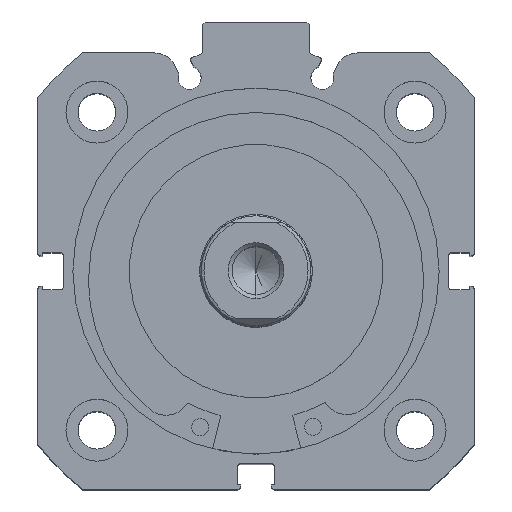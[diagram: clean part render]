
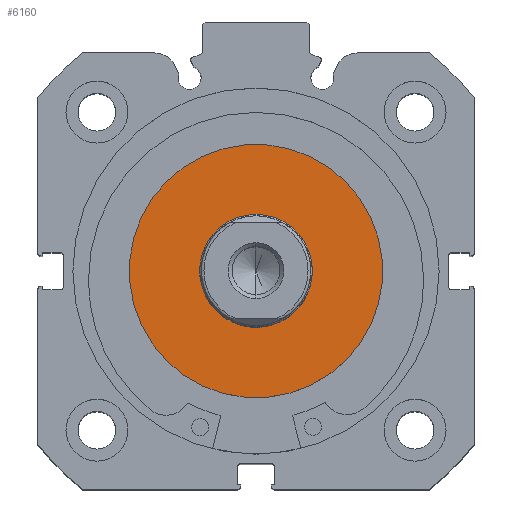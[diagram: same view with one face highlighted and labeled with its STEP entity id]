
A CAD part, top view. The second image highlights one B-rep face of the part: STEP entity #6160.
In plain terms, the highlighted face is planar.
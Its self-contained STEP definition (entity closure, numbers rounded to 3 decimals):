
#421 = CARTESIAN_POINT ( 'NONE',  ( 0., 0., 0. ) ) ;
#427 = DIRECTION ( 'NONE',  ( -1., 0., 0. ) ) ;
#428 = DIRECTION ( 'NONE',  ( 0., 0., 1. ) ) ;
#463 = CARTESIAN_POINT ( 'NONE',  ( 0., 0., 0. ) ) ;
#464 = DIRECTION ( 'NONE',  ( -1., 0., 0. ) ) ;
#465 = DIRECTION ( 'NONE',  ( 0., 0., 1. ) ) ;
#751 = CARTESIAN_POINT ( 'NONE',  ( 0., 0., 0. ) ) ;
#760 = DIRECTION ( 'NONE',  ( -1., 0., 0. ) ) ;
#761 = DIRECTION ( 'NONE',  ( 0., 0., 1. ) ) ;
#977 = CARTESIAN_POINT ( 'NONE',  ( 0., 0., -22.5 ) ) ;
#979 = CARTESIAN_POINT ( 'NONE',  ( 0., 0., 10. ) ) ;
#1134 = CARTESIAN_POINT ( 'NONE',  ( 0., 0., 22.5 ) ) ;
#1135 = CARTESIAN_POINT ( 'NONE',  ( 0., 0., -10. ) ) ;
#1444 = CIRCLE ( 'NONE', #3282, 10. ) ;
#1579 = FACE_OUTER_BOUND ( 'NONE', #6044, .T. ) ;
#1583 = FACE_BOUND ( 'NONE', #6055, .T. ) ;
#2116 = AXIS2_PLACEMENT_3D ( 'NONE', #6449, #6456, #6457 ) ;
#2509 = EDGE_CURVE ( 'NONE', #4811, #4611, #3879, .T. ) ;
#2891 = EDGE_CURVE ( 'NONE', #4611, #4811, #4438, .T. ) ;
#2905 = EDGE_CURVE ( 'NONE', #4613, #4812, #4460, .T. ) ;
#3013 = EDGE_CURVE ( 'NONE', #4812, #4613, #1444, .T. ) ;
#3058 = AXIS2_PLACEMENT_3D ( 'NONE', #4762, #4667, #4695 ) ;
#3217 = AXIS2_PLACEMENT_3D ( 'NONE', #421, #427, #428 ) ;
#3227 = AXIS2_PLACEMENT_3D ( 'NONE', #463, #464, #465 ) ;
#3282 = AXIS2_PLACEMENT_3D ( 'NONE', #751, #760, #761 ) ;
#3834 = ORIENTED_EDGE ( 'NONE', *, *, #2891, .T. ) ;
#3835 = ORIENTED_EDGE ( 'NONE', *, *, #2509, .T. ) ;
#3836 = ORIENTED_EDGE ( 'NONE', *, *, #3013, .F. ) ;
#3837 = ORIENTED_EDGE ( 'NONE', *, *, #2905, .F. ) ;
#3879 = CIRCLE ( 'NONE', #3058, 22.5 ) ;
#4438 = CIRCLE ( 'NONE', #3217, 22.5 ) ;
#4460 = CIRCLE ( 'NONE', #3227, 10. ) ;
#4611 = VERTEX_POINT ( 'NONE', #977 ) ;
#4613 = VERTEX_POINT ( 'NONE', #979 ) ;
#4667 = DIRECTION ( 'NONE',  ( -1., 0., 0. ) ) ;
#4695 = DIRECTION ( 'NONE',  ( 0., 0., 1. ) ) ;
#4762 = CARTESIAN_POINT ( 'NONE',  ( 0., 0., 0. ) ) ;
#4811 = VERTEX_POINT ( 'NONE', #1134 ) ;
#4812 = VERTEX_POINT ( 'NONE', #1135 ) ;
#6044 = EDGE_LOOP ( 'NONE', ( #3835, #3834 ) ) ;
#6055 = EDGE_LOOP ( 'NONE', ( #3837, #3836 ) ) ;
#6160 = ADVANCED_FACE ( 'NONE', ( #1583, #1579 ), #6455, .F. ) ;
#6449 = CARTESIAN_POINT ( 'NONE',  ( 0., 22.5, 0. ) ) ;
#6455 = PLANE ( 'NONE',  #2116 ) ;
#6456 = DIRECTION ( 'NONE',  ( 1., 0., 0. ) ) ;
#6457 = DIRECTION ( 'NONE',  ( 0., 0., -1. ) ) ;
